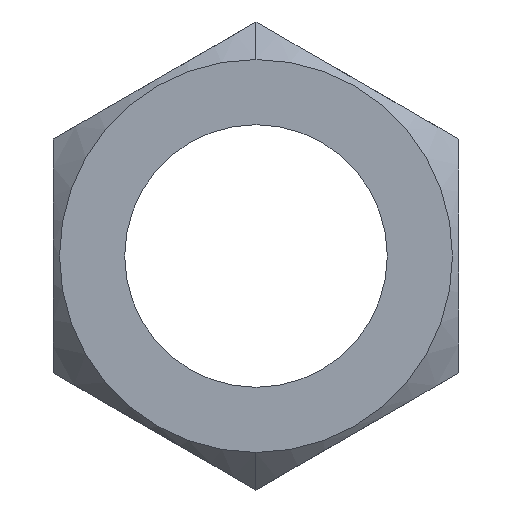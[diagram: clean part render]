
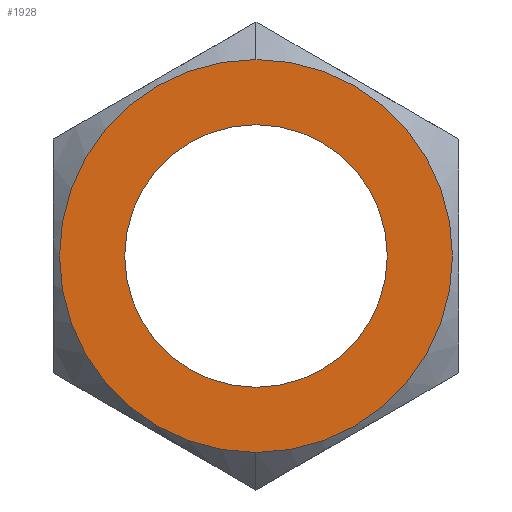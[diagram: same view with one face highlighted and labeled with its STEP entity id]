
A CAD part, left-side view. The second image highlights one B-rep face of the part: STEP entity #1928.
In plain terms, the highlighted planar face has unit normal (-1, 0, 0).
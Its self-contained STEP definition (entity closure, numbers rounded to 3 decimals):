
#60 = DIRECTION ( 'NONE',  ( 0., 0., -1. ) ) ;
#122 = EDGE_CURVE ( 'NONE', #2125, #454, #1518, .T. ) ;
#125 = DIRECTION ( 'NONE',  ( -1., 0., 0. ) ) ;
#142 = EDGE_LOOP ( 'NONE', ( #2248, #648 ) ) ;
#145 = CARTESIAN_POINT ( 'NONE',  ( -6.75, 0., 8.75 ) ) ;
#272 = CARTESIAN_POINT ( 'NONE',  ( -6.75, 0., 0. ) ) ;
#289 = AXIS2_PLACEMENT_3D ( 'NONE', #2070, #2755, #60 ) ;
#346 = AXIS2_PLACEMENT_3D ( 'NONE', #1224, #2805, #2789 ) ;
#349 = AXIS2_PLACEMENT_3D ( 'NONE', #1621, #940, #952 ) ;
#425 = CARTESIAN_POINT ( 'NONE',  ( -6.75, 0., -8.75 ) ) ;
#428 = VERTEX_POINT ( 'NONE', #919 ) ;
#454 = VERTEX_POINT ( 'NONE', #425 ) ;
#468 = VERTEX_POINT ( 'NONE', #685 ) ;
#517 = EDGE_CURVE ( 'NONE', #454, #2125, #1463, .T. ) ;
#605 = ORIENTED_EDGE ( 'NONE', *, *, #517, .T. ) ;
#648 = ORIENTED_EDGE ( 'NONE', *, *, #1307, .T. ) ;
#685 = CARTESIAN_POINT ( 'NONE',  ( -6.75, 0., -13.088 ) ) ;
#828 = EDGE_CURVE ( 'NONE', #468, #428, #1885, .T. ) ;
#846 = DIRECTION ( 'NONE',  ( 0., 0., 1. ) ) ;
#919 = CARTESIAN_POINT ( 'NONE',  ( -6.75, 0., 13.088 ) ) ;
#937 = FACE_OUTER_BOUND ( 'NONE', #142, .T. ) ;
#940 = DIRECTION ( 'NONE',  ( -1., 0., 0. ) ) ;
#952 = DIRECTION ( 'NONE',  ( 0., 0., 1. ) ) ;
#1155 = DIRECTION ( 'NONE',  ( 1., 0., 0. ) ) ;
#1186 = PLANE ( 'NONE',  #2641 ) ;
#1224 = CARTESIAN_POINT ( 'NONE',  ( -6.75, 0., 0. ) ) ;
#1307 = EDGE_CURVE ( 'NONE', #428, #468, #1936, .T. ) ;
#1463 = CIRCLE ( 'NONE', #289, 8.75 ) ;
#1504 = EDGE_LOOP ( 'NONE', ( #2418, #605 ) ) ;
#1517 = CARTESIAN_POINT ( 'NONE',  ( -6.75, 0., 0. ) ) ;
#1518 = CIRCLE ( 'NONE', #346, 8.75 ) ;
#1621 = CARTESIAN_POINT ( 'NONE',  ( -6.75, 0., 0. ) ) ;
#1836 = DIRECTION ( 'NONE',  ( 0., 0., -1. ) ) ;
#1885 = CIRCLE ( 'NONE', #2637, 13.088 ) ;
#1928 = ADVANCED_FACE ( 'NONE', ( #2050, #937 ), #1186, .F. ) ;
#1936 = CIRCLE ( 'NONE', #349, 13.088 ) ;
#2050 = FACE_BOUND ( 'NONE', #1504, .T. ) ;
#2070 = CARTESIAN_POINT ( 'NONE',  ( -6.75, 0., 0. ) ) ;
#2125 = VERTEX_POINT ( 'NONE', #145 ) ;
#2248 = ORIENTED_EDGE ( 'NONE', *, *, #828, .T. ) ;
#2418 = ORIENTED_EDGE ( 'NONE', *, *, #122, .T. ) ;
#2637 = AXIS2_PLACEMENT_3D ( 'NONE', #1517, #125, #846 ) ;
#2641 = AXIS2_PLACEMENT_3D ( 'NONE', #272, #1155, #1836 ) ;
#2755 = DIRECTION ( 'NONE',  ( 1., 0., 0. ) ) ;
#2789 = DIRECTION ( 'NONE',  ( 0., 0., -1. ) ) ;
#2805 = DIRECTION ( 'NONE',  ( 1., 0., 0. ) ) ;
